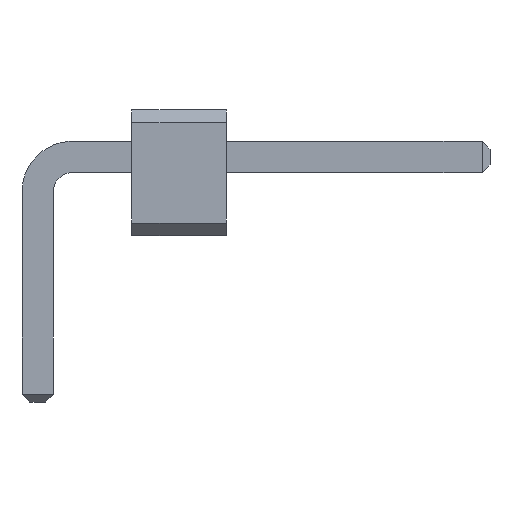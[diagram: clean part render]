
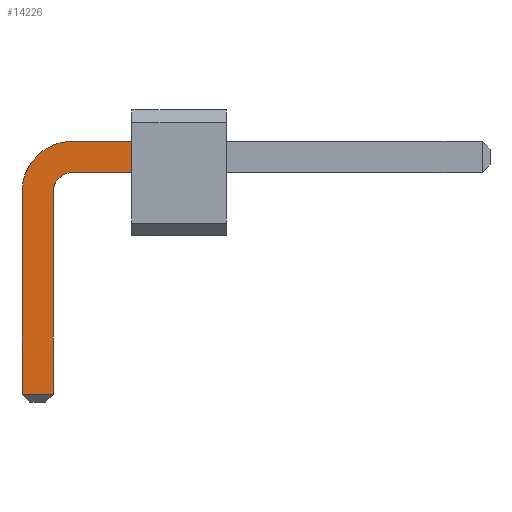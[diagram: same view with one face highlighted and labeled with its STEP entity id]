
A CAD part, front view. The second image highlights one B-rep face of the part: STEP entity #14226.
In plain terms, the highlighted planar face has unit normal (0, -1, 0).
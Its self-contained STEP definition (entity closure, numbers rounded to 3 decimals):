
#4524 = VERTEX_POINT('',#4525);
#4525 = CARTESIAN_POINT('',(1.5,-52.25,1.25));
#4531 = EDGE_CURVE('',#4524,#4532,#4534,.T.);
#4532 = VERTEX_POINT('',#4533);
#4533 = CARTESIAN_POINT('',(1.5,-52.25,0.75));
#4534 = LINE('',#4535,#4536);
#4535 = CARTESIAN_POINT('',(1.5,-52.25,0.499));
#4536 = VECTOR('',#4537,1.);
#4537 = DIRECTION('',(0.,0.,-1.));
#14208 = EDGE_CURVE('',#4532,#14209,#14211,.T.);
#14209 = VERTEX_POINT('',#14210);
#14210 = CARTESIAN_POINT('',(0.5,-52.25,0.75));
#14211 = LINE('',#14212,#14213);
#14212 = CARTESIAN_POINT('',(7.2,-52.25,0.75));
#14213 = VECTOR('',#14214,1.);
#14214 = DIRECTION('',(-1.,0.,0.));
#14226 = ADVANCED_FACE('',(#14227),#14279,.F.);
#14227 = FACE_BOUND('',#14228,.F.);
#14228 = EDGE_LOOP('',(#14229,#14230,#14231,#14240,#14248,#14256,#14264,
#14273));
#14229 = ORIENTED_EDGE('',*,*,#4531,.T.);
#14230 = ORIENTED_EDGE('',*,*,#14208,.T.);
#14231 = ORIENTED_EDGE('',*,*,#14232,.T.);
#14232 = EDGE_CURVE('',#14209,#14233,#14235,.T.);
#14233 = VERTEX_POINT('',#14234);
#14234 = CARTESIAN_POINT('',(0.25,-52.25,0.5));
#14235 = CIRCLE('',#14236,0.324);
#14236 = AXIS2_PLACEMENT_3D('',#14237,#14238,#14239);
#14237 = CARTESIAN_POINT('',(0.567,-52.25,0.433));
#14238 = DIRECTION('',(0.,-1.,0.));
#14239 = DIRECTION('',(-0.207,0.,0.978
));
#14240 = ORIENTED_EDGE('',*,*,#14241,.T.);
#14241 = EDGE_CURVE('',#14233,#14242,#14244,.T.);
#14242 = VERTEX_POINT('',#14243);
#14243 = CARTESIAN_POINT('',(0.25,-52.25,-2.775));
#14244 = LINE('',#14245,#14246);
#14245 = CARTESIAN_POINT('',(0.25,-52.25,0.5));
#14246 = VECTOR('',#14247,1.);
#14247 = DIRECTION('',(0.,0.,-1.));
#14248 = ORIENTED_EDGE('',*,*,#14249,.T.);
#14249 = EDGE_CURVE('',#14242,#14250,#14252,.T.);
#14250 = VERTEX_POINT('',#14251);
#14251 = CARTESIAN_POINT('',(-0.25,-52.25,-2.775));
#14252 = LINE('',#14253,#14254);
#14253 = CARTESIAN_POINT('',(0.25,-52.25,-2.775));
#14254 = VECTOR('',#14255,1.);
#14255 = DIRECTION('',(-1.,0.,0.));
#14256 = ORIENTED_EDGE('',*,*,#14257,.T.);
#14257 = EDGE_CURVE('',#14250,#14258,#14260,.T.);
#14258 = VERTEX_POINT('',#14259);
#14259 = CARTESIAN_POINT('',(-0.25,-52.25,0.5));
#14260 = LINE('',#14261,#14262);
#14261 = CARTESIAN_POINT('',(-0.25,-52.25,-2.9));
#14262 = VECTOR('',#14263,1.);
#14263 = DIRECTION('',(0.,0.,1.));
#14264 = ORIENTED_EDGE('',*,*,#14265,.T.);
#14265 = EDGE_CURVE('',#14258,#14266,#14268,.T.);
#14266 = VERTEX_POINT('',#14267);
#14267 = CARTESIAN_POINT('',(0.5,-52.25,1.25));
#14268 = CIRCLE('',#14269,0.808);
#14269 = AXIS2_PLACEMENT_3D('',#14270,#14271,#14272);
#14270 = CARTESIAN_POINT('',(0.556,-52.25,0.444));
#14271 = DIRECTION('',(0.,1.,0.));
#14272 = DIRECTION('',(-0.998,0.,
0.069));
#14273 = ORIENTED_EDGE('',*,*,#14274,.T.);
#14274 = EDGE_CURVE('',#14266,#4524,#14275,.T.);
#14275 = LINE('',#14276,#14277);
#14276 = CARTESIAN_POINT('',(0.5,-52.25,1.25));
#14277 = VECTOR('',#14278,1.);
#14278 = DIRECTION('',(1.,0.,0.));
#14279 = PLANE('',#14280);
#14280 = AXIS2_PLACEMENT_3D('',#14281,#14282,#14283);
#14281 = CARTESIAN_POINT('',(2.437,-52.25,0.248));
#14282 = DIRECTION('',(0.,1.,-0.));
#14283 = DIRECTION('',(0.,0.,-1.));
